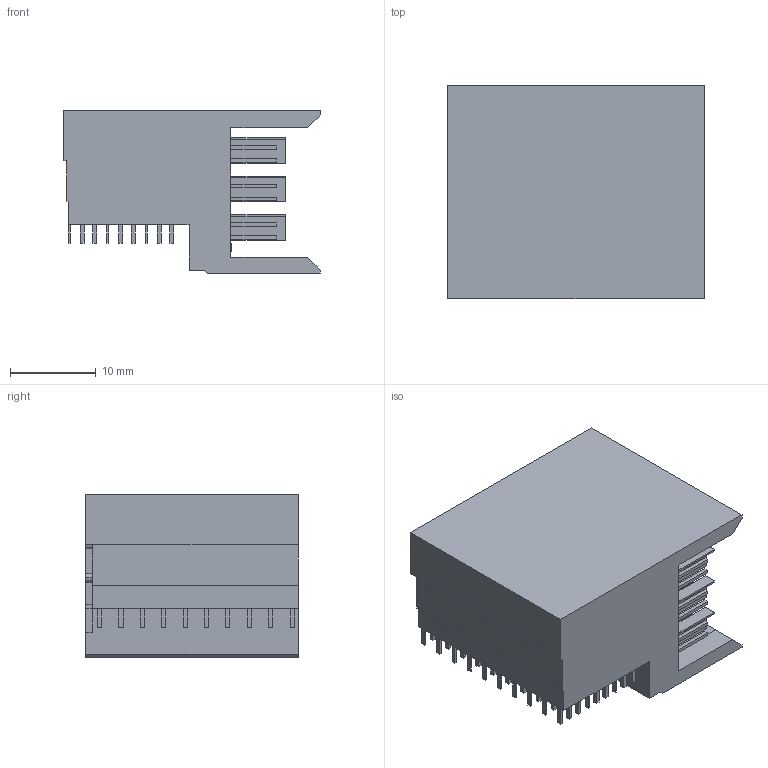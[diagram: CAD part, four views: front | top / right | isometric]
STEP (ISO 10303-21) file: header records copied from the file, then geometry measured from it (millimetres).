
FILE_DESCRIPTION((''),'2;1');
FILE_NAME('TYCO_6469183-1.stp','2013-08-28T10:47:19',(''),(''),'Mechanical Desktop 2011','Mechanical Desktop 2011',', , ');
FILE_SCHEMA(('AUTOMOTIVE_DESIGN { 1 2 10303 214 1 1 1 1 }'));
Length unit declared in the file: millimetre
Products named in the file (1): Product
Bounding box: 30 x 24.9 x 18.98 mm (x, y, z)
Volume: 7943.9 mm3; surface area: 6422.7 mm2
Topology: 181 solids, 181 shells, 1273 faces, 2715 edges, 1810 vertices
Faces by surface type: bspline 660, plane 609, cylinder 4
Entity records: 33436 total; most frequent: CARTESIAN_POINT 7779, ORIENTED_EDGE 5430, DIRECTION 3951, EDGE_CURVE 2715, VECTOR 2707, LINE 2707, VERTEX_POINT 1810, EDGE_LOOP 1279
